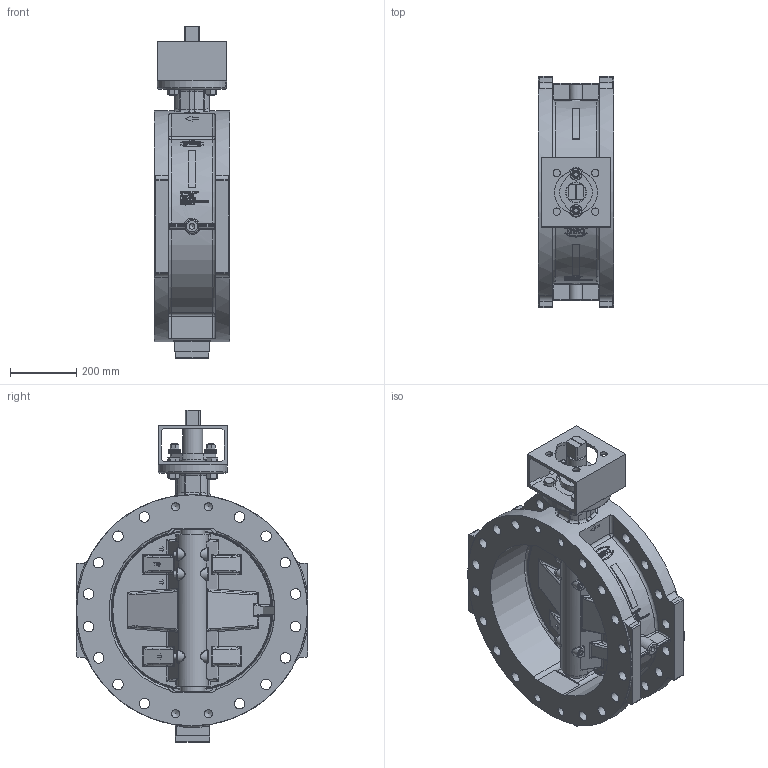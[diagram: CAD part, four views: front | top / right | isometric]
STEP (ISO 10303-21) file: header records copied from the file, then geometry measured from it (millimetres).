
FILE_DESCRIPTION(/* description */ (''),/* implementation_level */ '2;1');
FILE_NAME(/* name */ 'HP112 DN500 class150.stp',/* time_stamp */ '2018-11-30T08:40:05+01:00',/* author */ ('hellwig'),/* organization */ (''),/* preprocessor_version */ 'ST-DEVELOPER v16.5',/* originating_system */ 'Autodesk Inventor 2017',/* authorisation */ '');
FILE_SCHEMA (('CONFIG_CONTROL_DESIGN'));
Products named in the file (1): MD_M6922
Bounding box: 229 x 700 x 1006 mm (x, y, z)
Volume: 24403.6 mm3; surface area: 3191578 mm2
Topology: 29 solids, 32 shells, 2741 faces, 6942 edges, 4405 vertices
Faces by surface type: plane 1019, bspline 791, cylinder 609, cone 222, torus 86, sphere 14
Full cylindrical faces by diameter (mm): 2 x1, 6 x4, 10 x48, 10.106 x4, 12 x4, 13.5 x4, 14 x1, 14.376 x2, 16 x7, 16.2 x3, 17.294 x2, 17.5 x2, 18 x4, 18.3 x12, 18.647 x4, 20 x12, 22 x8, 24.638 x8, 27.7 x4, 31.8 x32, 35.5 x12, 60 x3, 60.05 x4, 60.2 x5, 63 x1, 63.2 x1, 63.3 x2, 64.5 x1, 65 x1, 66 x1
Entity records: 211798 total; most frequent: CARTESIAN_POINT 150509, ORIENTED_EDGE 12554, DIRECTION 10563, EDGE_CURVE 6263, VERTEX_POINT 4231, AXIS2_PLACEMENT_3D 3883, EDGE_LOOP 3558, LINE 2797
